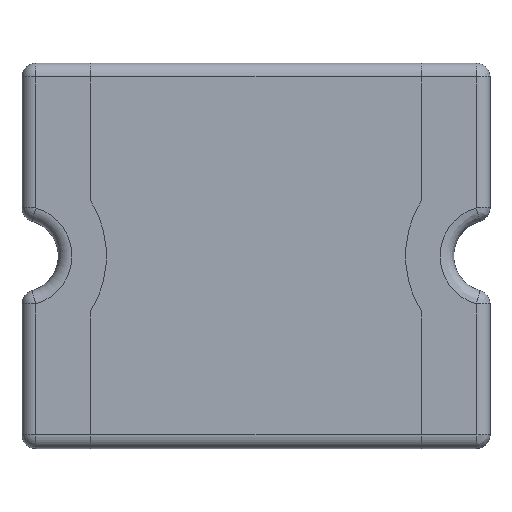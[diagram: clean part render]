
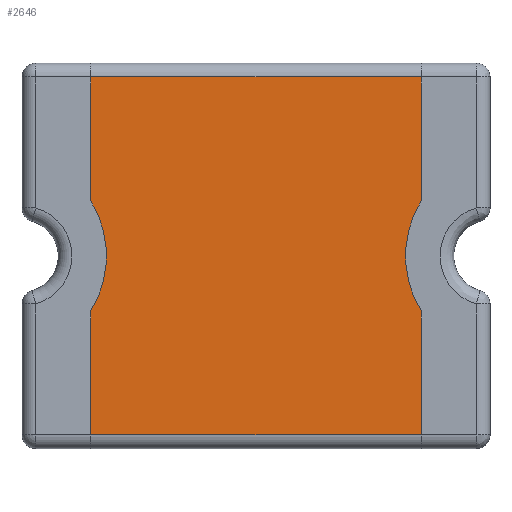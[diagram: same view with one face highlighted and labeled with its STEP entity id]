
A CAD part, top view. The second image highlights one B-rep face of the part: STEP entity #2646.
In plain terms, the highlighted planar face has unit normal (0, 0, 1).
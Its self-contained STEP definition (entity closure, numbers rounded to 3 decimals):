
#2373=CARTESIAN_POINT('',(1.2,1.3,0.85));
#2374=VERTEX_POINT('',#2373);
#2382=CARTESIAN_POINT('',(1.2,0.4,0.85));
#2383=VERTEX_POINT('',#2382);
#2384=CARTESIAN_POINT('',(1.2,1.3,0.85));
#2385=DIRECTION('',(0.0,-1.0,0.0));
#2386=VECTOR('',#2385,0.9);
#2387=LINE('',#2384,#2386);
#2388=EDGE_CURVE('',#2374,#2383,#2387,.T.);
#2422=CARTESIAN_POINT('',(1.2,-0.4,0.85));
#2423=VERTEX_POINT('',#2422);
#2424=CARTESIAN_POINT('',(1.85,0.,0.85));
#2425=DIRECTION('',(0.0,0.0,1.0));
#2426=DIRECTION('',(-1.0,0.0,0.0));
#2427=AXIS2_PLACEMENT_3D('',#2424,#2425,#2426);
#2428=CIRCLE('',#2427,0.763);
#2429=EDGE_CURVE('',#2383,#2423,#2428,.T.);
#2456=CARTESIAN_POINT('',(-1.2,-0.4,0.85));
#2457=VERTEX_POINT('',#2456);
#2464=CARTESIAN_POINT('',(-1.2,0.4,0.85));
#2465=VERTEX_POINT('',#2464);
#2466=CARTESIAN_POINT('',(-1.85,0.,0.85));
#2467=DIRECTION('',(0.0,0.0,1.0));
#2468=DIRECTION('',(1.0,0.0,0.0));
#2469=AXIS2_PLACEMENT_3D('',#2466,#2467,#2468);
#2470=CIRCLE('',#2469,0.763);
#2471=EDGE_CURVE('',#2457,#2465,#2470,.T.);
#2503=CARTESIAN_POINT('',(-1.2,1.3,0.85));
#2504=VERTEX_POINT('',#2503);
#2505=CARTESIAN_POINT('',(-1.2,0.4,0.85));
#2506=DIRECTION('',(0.0,1.0,0.0));
#2507=VECTOR('',#2506,0.9);
#2508=LINE('',#2505,#2507);
#2509=EDGE_CURVE('',#2465,#2504,#2508,.T.);
#2577=CARTESIAN_POINT('',(-1.2,-1.3,0.85));
#2578=VERTEX_POINT('',#2577);
#2586=CARTESIAN_POINT('',(-1.2,-1.3,0.85));
#2587=DIRECTION('',(0.0,1.0,0.0));
#2588=VECTOR('',#2587,0.9);
#2589=LINE('',#2586,#2588);
#2590=EDGE_CURVE('',#2578,#2457,#2589,.T.);
#2610=CARTESIAN_POINT('',(-1.2,1.3,0.85));
#2611=DIRECTION('',(1.0,0.0,0.0));
#2612=VECTOR('',#2611,2.401);
#2613=LINE('',#2610,#2612);
#2614=EDGE_CURVE('',#2504,#2374,#2613,.T.);
#2619=CARTESIAN_POINT('',(-1.32,-0.88,0.85));
#2620=DIRECTION('',(0.0,0.0,1.0));
#2621=DIRECTION('',(1.0,0.0,0.0));
#2622=AXIS2_PLACEMENT_3D('',#2619,#2620,#2621);
#2623=PLANE('',#2622);
#2624=ORIENTED_EDGE('',*,*,#2614,.F.);
#2625=ORIENTED_EDGE('',*,*,#2509,.F.);
#2626=ORIENTED_EDGE('',*,*,#2471,.F.);
#2627=ORIENTED_EDGE('',*,*,#2590,.F.);
#2628=CARTESIAN_POINT('',(1.2,-1.3,0.85));
#2629=VERTEX_POINT('',#2628);
#2630=CARTESIAN_POINT('',(1.2,-1.3,0.85));
#2631=DIRECTION('',(-1.0,0.0,0.0));
#2632=VECTOR('',#2631,2.401);
#2633=LINE('',#2630,#2632);
#2634=EDGE_CURVE('',#2629,#2578,#2633,.T.);
#2635=ORIENTED_EDGE('',*,*,#2634,.F.);
#2636=CARTESIAN_POINT('',(1.2,-0.4,0.85));
#2637=DIRECTION('',(0.0,-1.0,0.0));
#2638=VECTOR('',#2637,0.9);
#2639=LINE('',#2636,#2638);
#2640=EDGE_CURVE('',#2423,#2629,#2639,.T.);
#2641=ORIENTED_EDGE('',*,*,#2640,.F.);
#2642=ORIENTED_EDGE('',*,*,#2429,.F.);
#2643=ORIENTED_EDGE('',*,*,#2388,.F.);
#2644=EDGE_LOOP('',(#2624,#2625,#2626,#2627,#2635,#2641,#2642,#2643));
#2645=FACE_OUTER_BOUND('',#2644,.T.);
#2646=ADVANCED_FACE('',(#2645),#2623,.T.);
